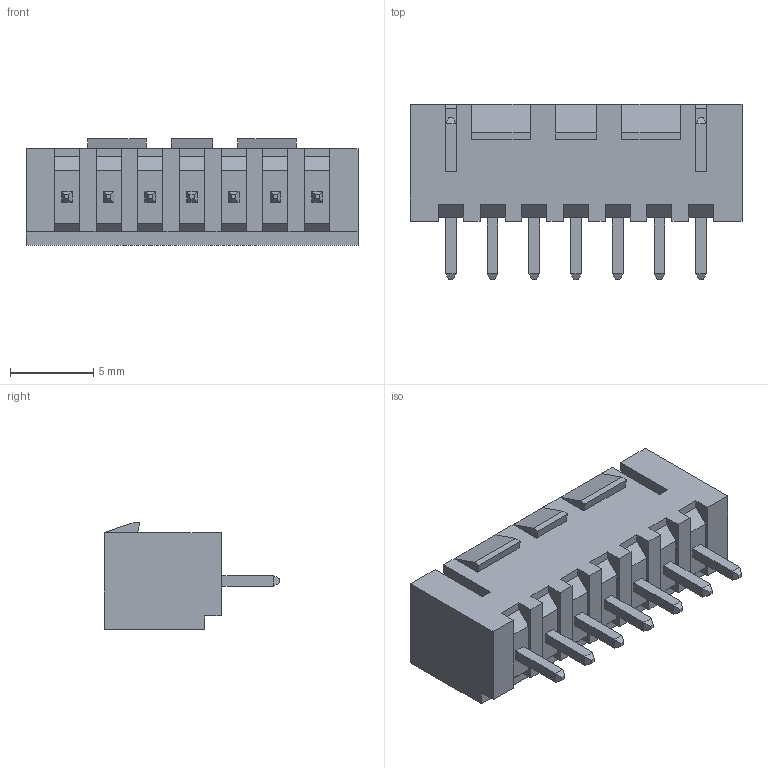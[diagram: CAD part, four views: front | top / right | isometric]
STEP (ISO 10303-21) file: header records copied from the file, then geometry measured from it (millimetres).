
FILE_DESCRIPTION((''),'2;1');
FILE_NAME('SMW250-07_P2-5_L19-9_W5-8_H7','2019-10-23T',('Dragos'),(''),'PRO/ENGINEER BY PARAMETRIC TECHNOLOGY CORPORATION, 2004440','PRO/ENGINEER BY PARAMETRIC TECHNOLOGY CORPORATION, 2004440','');
FILE_SCHEMA(('AUTOMOTIVE_DESIGN { 1 0 10303 214 1 1 1 1 }'));
Length unit declared in the file: millimetre
Products named in the file (1): SMW250-07_P2-5_L19-9_W5-8_H7
Bounding box: 19.9 x 10.5 x 6.39 mm (x, y, z)
Volume: 410.9 mm3; surface area: 968.9 mm2
Topology: 1 solids, 1 shells, 216 faces, 534 edges, 334 vertices
Faces by surface type: plane 216
Entity records: 9343 total; most frequent: CARTESIAN_POINT 1086, ORIENTED_EDGE 1068, DIRECTION 968, PRESENTATION_STYLE_ASSIGNMENT 662, STYLED_ITEM 536, CURVE_STYLE 535, VECTOR 534, LINE 534
